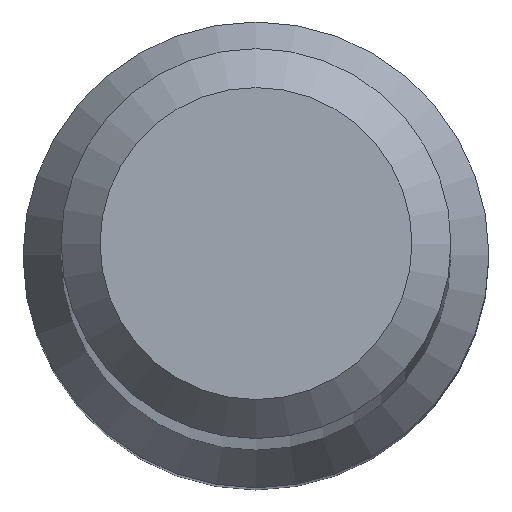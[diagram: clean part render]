
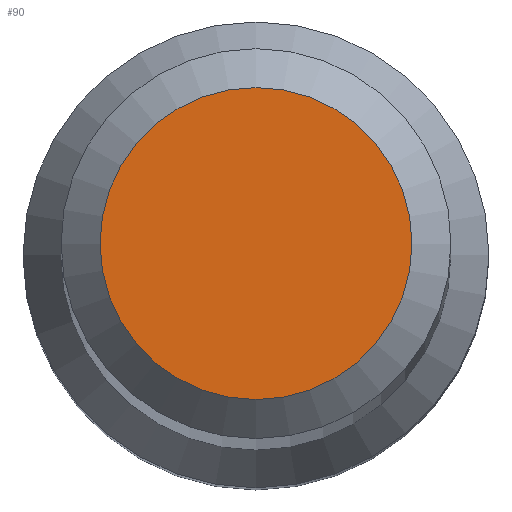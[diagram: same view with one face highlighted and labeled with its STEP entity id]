
A CAD part, top view. The second image highlights one B-rep face of the part: STEP entity #90.
In plain terms, the highlighted planar face has unit normal (0, 0, 1).
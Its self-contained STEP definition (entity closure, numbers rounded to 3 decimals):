
#14 = CARTESIAN_POINT ( 'NONE',  ( 0., 0., 80. ) ) ;
#16 = DIRECTION ( 'NONE',  ( 0., -1., 0. ) ) ;
#39 = PLANE ( 'NONE',  #56 ) ;
#56 = AXIS2_PLACEMENT_3D ( 'NONE', #14, #80, #16 ) ;
#66 = ORIENTED_EDGE ( 'NONE', *, *, #72, .F. ) ;
#70 = EDGE_LOOP ( 'NONE', ( #66 ) ) ;
#72 = EDGE_CURVE ( 'NONE', #132, #132, #215, .T. ) ;
#80 = DIRECTION ( 'NONE',  ( 0., 0., 1. ) ) ;
#89 = AXIS2_PLACEMENT_3D ( 'NONE', #106, #91, #178 ) ;
#90 = ADVANCED_FACE ( 'NONE', ( #131 ), #39, .T. ) ;
#91 = DIRECTION ( 'NONE',  ( 0., 0., -1. ) ) ;
#106 = CARTESIAN_POINT ( 'NONE',  ( 0., 0., 80. ) ) ;
#131 = FACE_OUTER_BOUND ( 'NONE', #70, .T. ) ;
#132 = VERTEX_POINT ( 'NONE', #241 ) ;
#178 = DIRECTION ( 'NONE',  ( 0., 1., 0. ) ) ;
#215 = CIRCLE ( 'NONE', #89, 1.6 ) ;
#241 = CARTESIAN_POINT ( 'NONE',  ( 0., 1.6, 80. ) ) ;
